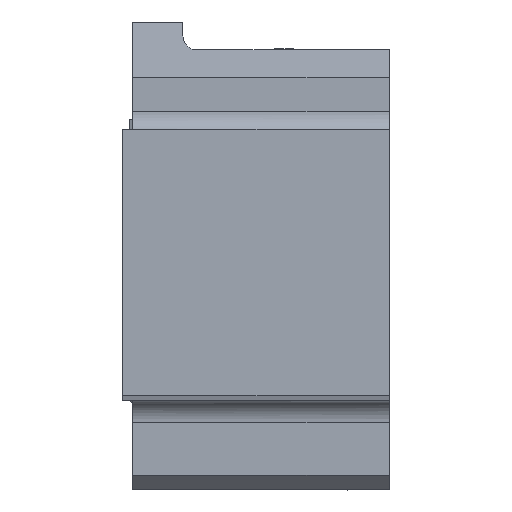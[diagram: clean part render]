
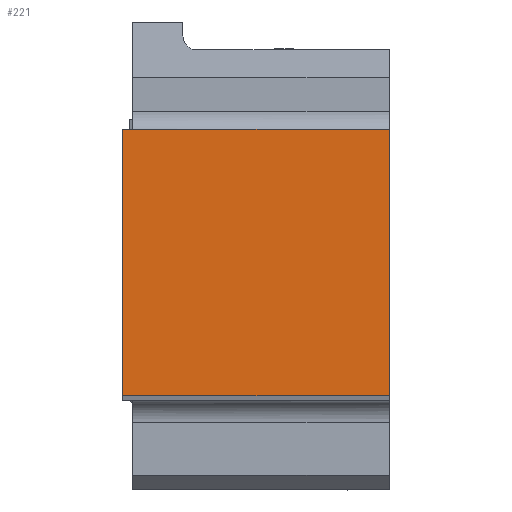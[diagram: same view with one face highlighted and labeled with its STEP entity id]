
A CAD part, top view. The second image highlights one B-rep face of the part: STEP entity #221.
In plain terms, the highlighted planar face has unit normal (0, 0, 1).
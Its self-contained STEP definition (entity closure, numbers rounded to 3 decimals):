
#221=ADVANCED_FACE('',(#411),#318,.T.);
#318=PLANE('',#3000);
#411=FACE_OUTER_BOUND('',#547,.T.);
#547=EDGE_LOOP('',(#1065,#1066,#1067,#1068));
#1065=ORIENTED_EDGE('',*,*,#1924,.F.);
#1066=ORIENTED_EDGE('',*,*,#1795,.F.);
#1067=ORIENTED_EDGE('',*,*,#1923,.F.);
#1068=ORIENTED_EDGE('',*,*,#1925,.F.);
#1490=VERTEX_POINT('',#4816);
#1491=VERTEX_POINT('',#4818);
#1585=VERTEX_POINT('',#5163);
#1586=VERTEX_POINT('',#5167);
#1795=EDGE_CURVE('',#1490,#1491,#2430,.T.);
#1923=EDGE_CURVE('',#1585,#1490,#2504,.T.);
#1924=EDGE_CURVE('',#1491,#1586,#2505,.T.);
#1925=EDGE_CURVE('',#1586,#1585,#2506,.T.);
#2430=LINE('',#4817,#2639);
#2504=LINE('',#5164,#2713);
#2505=LINE('',#5166,#2714);
#2506=LINE('',#5168,#2715);
#2639=VECTOR('',#3313,1.);
#2713=VECTOR('',#3537,1.);
#2714=VECTOR('',#3540,1.);
#2715=VECTOR('',#3541,1.);
#3000=AXIS2_PLACEMENT_3D('',#5169,#3542,#3543);
#3313=DIRECTION('',(0.,-1.,0.));
#3537=DIRECTION('',(1.,0.,0.));
#3540=DIRECTION('',(-1.,0.,0.));
#3541=DIRECTION('',(0.,1.,0.));
#3542=DIRECTION('',(0.,0.,1.));
#3543=DIRECTION('',(-1.,0.,0.));
#4816=CARTESIAN_POINT('',(0.,9.525,0.));
#4817=CARTESIAN_POINT('',(0.,9.525,0.));
#4818=CARTESIAN_POINT('',(0.,0.,0.));
#5163=CARTESIAN_POINT('',(-9.525,9.525,0.));
#5164=CARTESIAN_POINT('',(-9.525,9.525,0.));
#5166=CARTESIAN_POINT('',(0.,0.,0.));
#5167=CARTESIAN_POINT('',(-9.525,0.,0.));
#5168=CARTESIAN_POINT('',(-9.525,0.,0.));
#5169=CARTESIAN_POINT('',(-4.763,4.763,0.));
